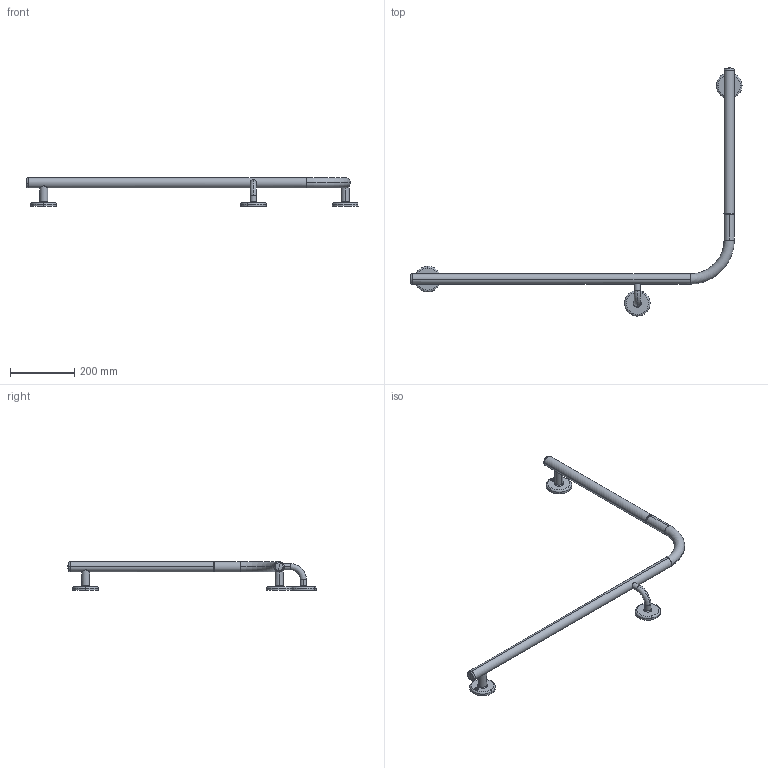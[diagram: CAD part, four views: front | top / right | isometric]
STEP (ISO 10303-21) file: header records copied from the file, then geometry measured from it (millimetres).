
FILE_DESCRIPTION (( 'STEP AP203' ), '1' );
FILE_NAME ('STEP - RL 966M BS LH - 2266541.STEP', '2024-06-25T23:32:47', ( '' ), ( '' ), 'SwSTEP 2.0', 'SolidWorks 2024', '' );
FILE_SCHEMA (( 'CONFIG_CONTROL_DESIGN' ));
Length unit declared in the file: millimetre
Products named in the file (1): STEP - RL 966M BS LH - 2266541
Bounding box: 1029.8 x 769.78 x 89.49 mm (x, y, z)
Volume: 1510304.6 mm3; surface area: 208424.2 mm2
Topology: 1 solids, 1 shells, 78 faces, 179 edges, 114 vertices
Faces by surface type: torus 24, cylinder 24, cone 12, plane 10, sphere 8
Entity records: 2636 total; most frequent: CARTESIAN_POINT 672, DIRECTION 467, ORIENTED_EDGE 358, AXIS2_PLACEMENT_3D 215, EDGE_CURVE 179, CIRCLE 136, VERTEX_POINT 114, EDGE_LOOP 89
